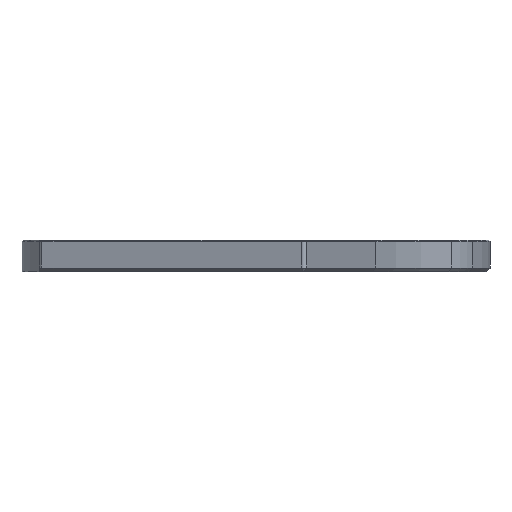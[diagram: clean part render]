
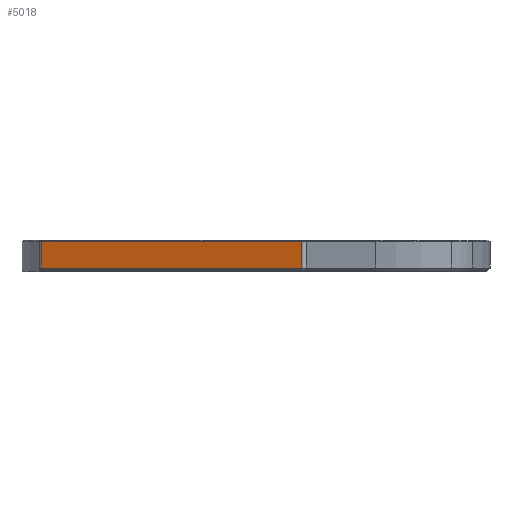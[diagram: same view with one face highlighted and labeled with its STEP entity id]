
A CAD part, left-side view. The second image highlights one B-rep face of the part: STEP entity #5018.
In plain terms, the highlighted planar face has unit normal (-0.94, 0.342, 0).
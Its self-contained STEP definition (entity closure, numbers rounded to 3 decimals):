
#144=PLANE('',#5385);
#289=FACE_OUTER_BOUND('',#608,.T.);
#608=EDGE_LOOP('',(#3425,#3426,#3427,#3428));
#973=LINE('',#7822,#1356);
#989=LINE('',#7907,#1372);
#990=LINE('',#7911,#1373);
#991=LINE('',#7912,#1374);
#1356=VECTOR('',#6081,10.);
#1372=VECTOR('',#6159,10.);
#1373=VECTOR('',#6164,10.);
#1374=VECTOR('',#6165,10.);
#2089=VERTEX_POINT('',#7812);
#2091=VERTEX_POINT('',#7818);
#2114=VERTEX_POINT('',#7906);
#2115=VERTEX_POINT('',#7910);
#2593=EDGE_CURVE('',#2089,#2091,#973,.T.);
#2630=EDGE_CURVE('',#2114,#2091,#989,.T.);
#2632=EDGE_CURVE('',#2089,#2115,#990,.T.);
#2633=EDGE_CURVE('',#2115,#2114,#991,.T.);
#3425=ORIENTED_EDGE('',*,*,#2593,.F.);
#3426=ORIENTED_EDGE('',*,*,#2632,.T.);
#3427=ORIENTED_EDGE('',*,*,#2633,.T.);
#3428=ORIENTED_EDGE('',*,*,#2630,.T.);
#5018=ADVANCED_FACE('',(#289),#144,.F.);
#5385=AXIS2_PLACEMENT_3D('',#7909,#6162,#6163);
#6081=DIRECTION('',(-0.342,-0.94,0.));
#6159=DIRECTION('',(0.,0.,1.));
#6162=DIRECTION('center_axis',(0.94,-0.342,0.));
#6163=DIRECTION('ref_axis',(-0.342,-0.94,0.));
#6164=DIRECTION('',(0.,0.,-1.));
#6165=DIRECTION('',(-0.342,-0.94,0.));
#7812=CARTESIAN_POINT('',(42.701,-17.754,11.662));
#7818=CARTESIAN_POINT('',(6.431,-117.403,11.662));
#7822=CARTESIAN_POINT('',(36.464,-34.89,11.662));
#7906=CARTESIAN_POINT('',(6.431,-117.403,1.402));
#7907=CARTESIAN_POINT('',(6.431,-117.403,1.902));
#7909=CARTESIAN_POINT('Origin',(41.266,-21.697,1.902));
#7910=CARTESIAN_POINT('',(42.701,-17.754,1.402));
#7911=CARTESIAN_POINT('',(42.701,-17.754,1.902));
#7912=CARTESIAN_POINT('',(36.743,-34.124,1.402));
